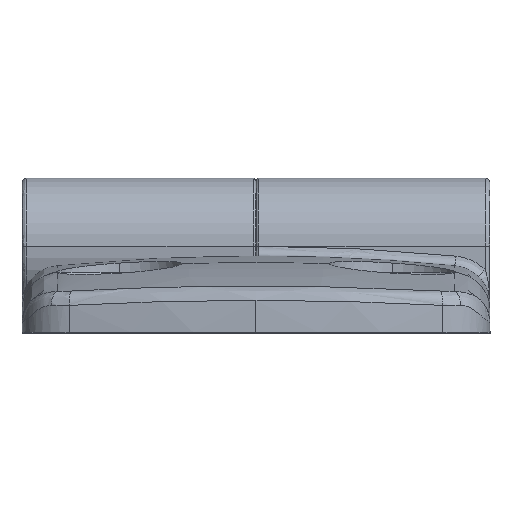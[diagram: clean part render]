
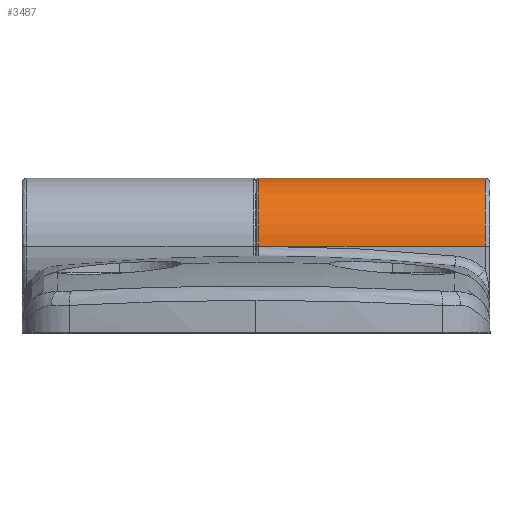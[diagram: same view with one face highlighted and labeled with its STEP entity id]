
A CAD part, top view. The second image highlights one B-rep face of the part: STEP entity #3487.
In plain terms, the highlighted cylindrical face has radius 7 mm (diameter 14 mm), a partial arc.
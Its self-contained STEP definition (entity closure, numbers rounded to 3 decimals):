
#535 = AXIS2_PLACEMENT_3D ( 'NONE', #4401, #4039, #4410 ) ;
#738 = AXIS2_PLACEMENT_3D ( 'NONE', #2615, #2611, #2604 ) ;
#1004 = CYLINDRICAL_SURFACE ( 'NONE', #535, 7. ) ;
#1021 = CARTESIAN_POINT ( 'NONE',  ( 24., 8.9, -7. ) ) ;
#1094 = DIRECTION ( 'NONE',  ( -1., 0., 0. ) ) ;
#1242 = AXIS2_PLACEMENT_3D ( 'NONE', #4124, #3902, #3898 ) ;
#1519 = EDGE_CURVE ( 'NONE', #4142, #4083, #3442, .T. ) ;
#1780 = EDGE_LOOP ( 'NONE', ( #2924, #3641, #2623, #4292 ) ) ;
#1801 = FACE_OUTER_BOUND ( 'NONE', #1780, .T. ) ;
#1812 = LINE ( 'NONE', #1021, #4385 ) ;
#1952 = EDGE_CURVE ( 'NONE', #3676, #4083, #1812, .T. ) ;
#2028 = CARTESIAN_POINT ( 'NONE',  ( -23.5, 8.9, 7. ) ) ;
#2299 = CARTESIAN_POINT ( 'NONE',  ( -23.5, 8.9, -7. ) ) ;
#2365 = EDGE_CURVE ( 'NONE', #3910, #4142, #3157, .T. ) ;
#2497 = VECTOR ( 'NONE', #3080, 1000. ) ;
#2604 = DIRECTION ( 'NONE',  ( 0., 0., 1. ) ) ;
#2611 = DIRECTION ( 'NONE',  ( -1., 0., 0. ) ) ;
#2615 = CARTESIAN_POINT ( 'NONE',  ( -0.3, 8.9, 0. ) ) ;
#2623 = ORIENTED_EDGE ( 'NONE', *, *, #1952, .T. ) ;
#2801 = EDGE_CURVE ( 'NONE', #3910, #3676, #3337, .T. ) ;
#2924 = ORIENTED_EDGE ( 'NONE', *, *, #2365, .F. ) ;
#3080 = DIRECTION ( 'NONE',  ( -1., 0., 0. ) ) ;
#3094 = CARTESIAN_POINT ( 'NONE',  ( 24., 8.9, 7. ) ) ;
#3157 = LINE ( 'NONE', #3094, #2497 ) ;
#3337 = CIRCLE ( 'NONE', #738, 7. ) ;
#3442 = CIRCLE ( 'NONE', #1242, 7. ) ;
#3457 = CARTESIAN_POINT ( 'NONE',  ( -0.3, 8.9, 7. ) ) ;
#3487 = ADVANCED_FACE ( 'NONE', ( #1801 ), #1004, .T. ) ;
#3641 = ORIENTED_EDGE ( 'NONE', *, *, #2801, .T. ) ;
#3676 = VERTEX_POINT ( 'NONE', #4135 ) ;
#3898 = DIRECTION ( 'NONE',  ( 0., 0., 1. ) ) ;
#3902 = DIRECTION ( 'NONE',  ( -1., 0., 0. ) ) ;
#3910 = VERTEX_POINT ( 'NONE', #3457 ) ;
#4039 = DIRECTION ( 'NONE',  ( -1., 0., 0. ) ) ;
#4083 = VERTEX_POINT ( 'NONE', #2299 ) ;
#4124 = CARTESIAN_POINT ( 'NONE',  ( -23.5, 8.9, 0. ) ) ;
#4135 = CARTESIAN_POINT ( 'NONE',  ( -0.3, 8.9, -7. ) ) ;
#4142 = VERTEX_POINT ( 'NONE', #2028 ) ;
#4292 = ORIENTED_EDGE ( 'NONE', *, *, #1519, .F. ) ;
#4385 = VECTOR ( 'NONE', #1094, 1000. ) ;
#4401 = CARTESIAN_POINT ( 'NONE',  ( 24., 8.9, 0. ) ) ;
#4410 = DIRECTION ( 'NONE',  ( 0., 0., 1. ) ) ;
